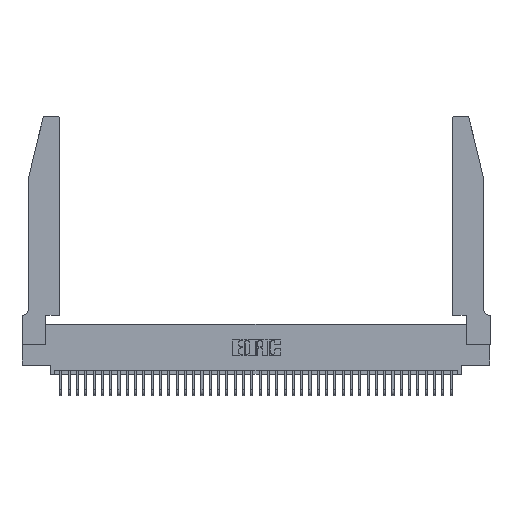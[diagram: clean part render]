
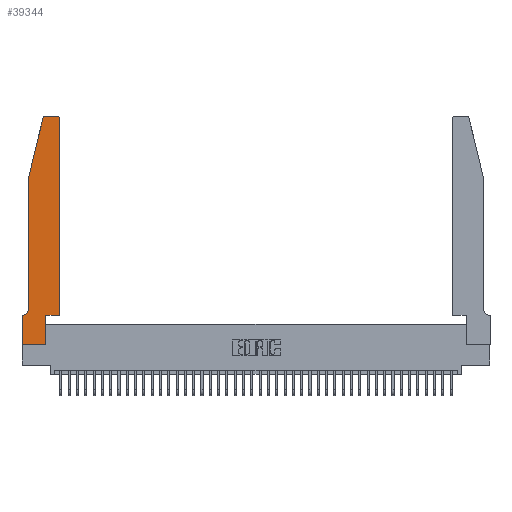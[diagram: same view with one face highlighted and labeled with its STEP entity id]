
A CAD part, top view. The second image highlights one B-rep face of the part: STEP entity #39344.
In plain terms, the highlighted planar face has unit normal (0, 0, 1).
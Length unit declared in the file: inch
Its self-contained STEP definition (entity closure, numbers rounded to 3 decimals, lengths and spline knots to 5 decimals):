
#435 = CIRCLE ( 'NONE', #4926, 0.03 ) ;
#620 = LINE ( 'NONE', #34212, #7942 ) ;
#1097 = DIRECTION ( 'NONE',  ( 0., -1., 0. ) ) ;
#1401 = VECTOR ( 'NONE', #1097, 39.37008 ) ;
#1538 = AXIS2_PLACEMENT_3D ( 'NONE', #24980, #6285, #28161 ) ;
#1775 = ORIENTED_EDGE ( 'NONE', *, *, #37558, .T. ) ;
#2731 = VECTOR ( 'NONE', #38446, 39.37008 ) ;
#2817 = VERTEX_POINT ( 'NONE', #20565 ) ;
#2987 = CARTESIAN_POINT ( 'NONE',  ( 0.0755, 2., 0.37 ) ) ;
#3341 = EDGE_CURVE ( 'NONE', #19873, #14641, #3600, .T. ) ;
#3524 = VECTOR ( 'NONE', #9222, 39.37008 ) ;
#3600 = LINE ( 'NONE', #16736, #19290 ) ;
#4516 = VERTEX_POINT ( 'NONE', #22070 ) ;
#4586 = EDGE_CURVE ( 'NONE', #21050, #4516, #38479, .T. ) ;
#4926 = AXIS2_PLACEMENT_3D ( 'NONE', #29947, #11211, #33028 ) ;
#5149 = ORIENTED_EDGE ( 'NONE', *, *, #23140, .T. ) ;
#5494 = VERTEX_POINT ( 'NONE', #10308 ) ;
#6285 = DIRECTION ( 'NONE',  ( 0., 0., -1. ) ) ;
#7247 = CARTESIAN_POINT ( 'NONE',  ( 0., 0., 0.37 ) ) ;
#7310 = LINE ( 'NONE', #38931, #12711 ) ;
#7410 = LINE ( 'NONE', #31146, #23069 ) ;
#7942 = VECTOR ( 'NONE', #28181, 39.37008 ) ;
#8180 = CARTESIAN_POINT ( 'NONE',  ( 0.2865, 0.35, 0.37 ) ) ;
#8833 = ORIENTED_EDGE ( 'NONE', *, *, #12160, .T. ) ;
#9222 = DIRECTION ( 'NONE',  ( -0.239, -0.971, 0. ) ) ;
#9881 = EDGE_CURVE ( 'NONE', #19188, #21050, #28470, .T. ) ;
#10308 = CARTESIAN_POINT ( 'NONE',  ( 0.0055, 0.35, 0.37 ) ) ;
#10391 = DIRECTION ( 'NONE',  ( 0., 0., 1. ) ) ;
#10473 = EDGE_CURVE ( 'NONE', #35172, #19873, #7410, .T. ) ;
#10868 = CARTESIAN_POINT ( 'NONE',  ( 0.25487, 2.72718, 0.37 ) ) ;
#10888 = DIRECTION ( 'NONE',  ( 0., 0., 1. ) ) ;
#11004 = LINE ( 'NONE', #29103, #2731 ) ;
#11211 = DIRECTION ( 'NONE',  ( 0., 0., 1. ) ) ;
#11542 = ORIENTED_EDGE ( 'NONE', *, *, #30670, .T. ) ;
#11968 = ORIENTED_EDGE ( 'NONE', *, *, #38221, .T. ) ;
#12160 = EDGE_CURVE ( 'NONE', #4516, #5494, #22448, .T. ) ;
#12297 = LINE ( 'NONE', #17604, #21575 ) ;
#12357 = EDGE_CURVE ( 'NONE', #14810, #24451, #23901, .T. ) ;
#12407 = ORIENTED_EDGE ( 'NONE', *, *, #3341, .T. ) ;
#12711 = VECTOR ( 'NONE', #17326, 39.37008 ) ;
#12920 = ORIENTED_EDGE ( 'NONE', *, *, #37055, .T. ) ;
#13078 = ORIENTED_EDGE ( 'NONE', *, *, #10473, .T. ) ;
#13783 = VECTOR ( 'NONE', #37755, 39.37008 ) ;
#14641 = VERTEX_POINT ( 'NONE', #17159 ) ;
#14810 = VERTEX_POINT ( 'NONE', #34221 ) ;
#16396 = ORIENTED_EDGE ( 'NONE', *, *, #12357, .T. ) ;
#16736 = CARTESIAN_POINT ( 'NONE',  ( 0.4505, 0.35, 0.37 ) ) ;
#17159 = CARTESIAN_POINT ( 'NONE',  ( 0.4505, 0.35, 0.37 ) ) ;
#17326 = DIRECTION ( 'NONE',  ( 0., 1., 0. ) ) ;
#17549 = CARTESIAN_POINT ( 'NONE',  ( 0.2865, 0., 0.37 ) ) ;
#17604 = CARTESIAN_POINT ( 'NONE',  ( 0., 0., 0.37 ) ) ;
#19077 = LINE ( 'NONE', #7247, #1401 ) ;
#19188 = VERTEX_POINT ( 'NONE', #10868 ) ;
#19290 = VECTOR ( 'NONE', #19871, 39.37008 ) ;
#19871 = DIRECTION ( 'NONE',  ( 1., 0., 0. ) ) ;
#19873 = VERTEX_POINT ( 'NONE', #8180 ) ;
#20418 = AXIS2_PLACEMENT_3D ( 'NONE', #29633, #10888, #32712 ) ;
#20565 = CARTESIAN_POINT ( 'NONE',  ( 0., 0., 0.37 ) ) ;
#21050 = VERTEX_POINT ( 'NONE', #35610 ) ;
#21220 = VERTEX_POINT ( 'NONE', #30234 ) ;
#21575 = VECTOR ( 'NONE', #39211, 39.37008 ) ;
#22070 = CARTESIAN_POINT ( 'NONE',  ( 0.0755, 0.42, 0.37 ) ) ;
#22448 = CIRCLE ( 'NONE', #1538, 0.07 ) ;
#23069 = VECTOR ( 'NONE', #28203, 39.37008 ) ;
#23140 = EDGE_CURVE ( 'NONE', #26184, #19188, #435, .T. ) ;
#23839 = CARTESIAN_POINT ( 'NONE',  ( 0.4205, 2.75, 0.37 ) ) ;
#23901 = CIRCLE ( 'NONE', #20418, 0.03 ) ;
#24451 = VERTEX_POINT ( 'NONE', #23839 ) ;
#24980 = CARTESIAN_POINT ( 'NONE',  ( 0.0055, 0.42, 0.37 ) ) ;
#25337 = CARTESIAN_POINT ( 'NONE',  ( 0.0755, 2., 0.37 ) ) ;
#26184 = VERTEX_POINT ( 'NONE', #32348 ) ;
#26637 = FACE_OUTER_BOUND ( 'NONE', #28609, .T. ) ;
#28161 = DIRECTION ( 'NONE',  ( -1., 0., 0. ) ) ;
#28181 = DIRECTION ( 'NONE',  ( -1., 0., 0. ) ) ;
#28203 = DIRECTION ( 'NONE',  ( 0., 1., 0. ) ) ;
#28470 = LINE ( 'NONE', #2987, #3524 ) ;
#28609 = EDGE_LOOP ( 'NONE', ( #11968, #5149, #28861, #39415, #8833, #30068, #1775, #11542, #13078, #12407, #12920, #16396 ) ) ;
#28861 = ORIENTED_EDGE ( 'NONE', *, *, #9881, .T. ) ;
#28941 = AXIS2_PLACEMENT_3D ( 'NONE', #35187, #10391, #32209 ) ;
#29103 = CARTESIAN_POINT ( 'NONE',  ( 0.2605, 2.75, 0.37 ) ) ;
#29156 = PLANE ( 'NONE',  #28941 ) ;
#29633 = CARTESIAN_POINT ( 'NONE',  ( 0.4205, 2.72, 0.37 ) ) ;
#29703 = EDGE_CURVE ( 'NONE', #5494, #21220, #620, .T. ) ;
#29947 = CARTESIAN_POINT ( 'NONE',  ( 0.284, 2.72, 0.37 ) ) ;
#30068 = ORIENTED_EDGE ( 'NONE', *, *, #29703, .T. ) ;
#30234 = CARTESIAN_POINT ( 'NONE',  ( 0., 0.35, 0.37 ) ) ;
#30670 = EDGE_CURVE ( 'NONE', #2817, #35172, #12297, .T. ) ;
#31146 = CARTESIAN_POINT ( 'NONE',  ( 0.2865, 0.35, 0.37 ) ) ;
#32209 = DIRECTION ( 'NONE',  ( 1., 0., 0. ) ) ;
#32348 = CARTESIAN_POINT ( 'NONE',  ( 0.284, 2.75, 0.37 ) ) ;
#32712 = DIRECTION ( 'NONE',  ( 1., 0., 0. ) ) ;
#33028 = DIRECTION ( 'NONE',  ( 1., 0., 0. ) ) ;
#34212 = CARTESIAN_POINT ( 'NONE',  ( 0.0755, 0.35, 0.37 ) ) ;
#34221 = CARTESIAN_POINT ( 'NONE',  ( 0.4505, 2.72, 0.37 ) ) ;
#35172 = VERTEX_POINT ( 'NONE', #17549 ) ;
#35187 = CARTESIAN_POINT ( 'NONE',  ( 0., 0.35, 0.37 ) ) ;
#35610 = CARTESIAN_POINT ( 'NONE',  ( 0.0755, 2., 0.37 ) ) ;
#37055 = EDGE_CURVE ( 'NONE', #14641, #14810, #7310, .T. ) ;
#37558 = EDGE_CURVE ( 'NONE', #21220, #2817, #19077, .T. ) ;
#37755 = DIRECTION ( 'NONE',  ( 0., -1., 0. ) ) ;
#38221 = EDGE_CURVE ( 'NONE', #24451, #26184, #11004, .T. ) ;
#38446 = DIRECTION ( 'NONE',  ( -1., 0., 0. ) ) ;
#38479 = LINE ( 'NONE', #25337, #13783 ) ;
#38931 = CARTESIAN_POINT ( 'NONE',  ( 0.4505, 0.35, 0.37 ) ) ;
#39211 = DIRECTION ( 'NONE',  ( 1., 0., 0. ) ) ;
#39344 = ADVANCED_FACE ( 'NONE', ( #26637 ), #29156, .T. ) ;
#39415 = ORIENTED_EDGE ( 'NONE', *, *, #4586, .T. ) ;
